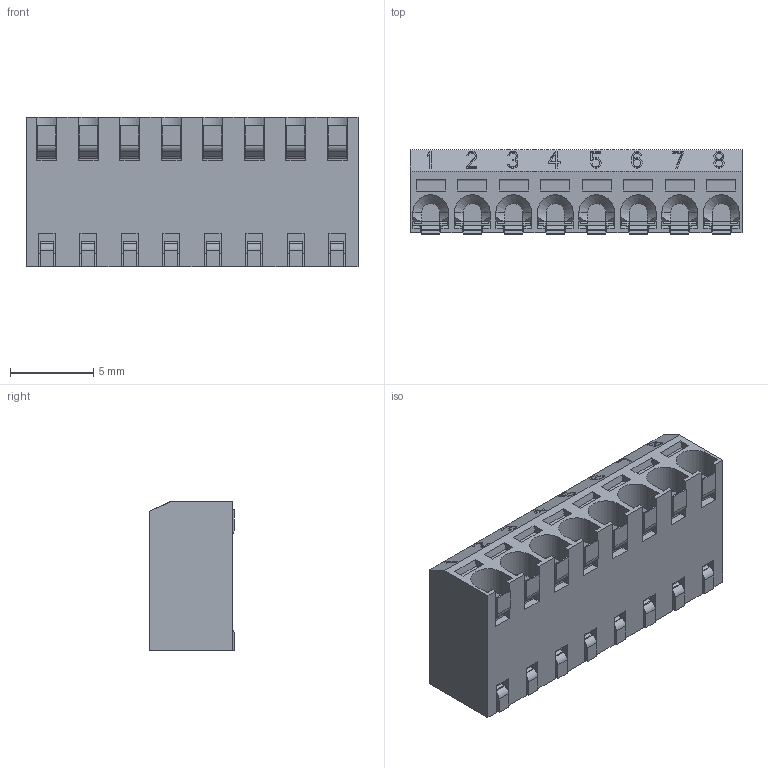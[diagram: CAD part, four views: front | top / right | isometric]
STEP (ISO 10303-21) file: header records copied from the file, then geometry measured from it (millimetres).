
FILE_DESCRIPTION (( 'STEP AP214' ), '1' );
FILE_NAME ('009276008021106.STEP', '2024-10-10T00:36:18', ( '' ), ( '' ), 'SwSTEP 2.0', 'SolidWorks 2023', '' );
FILE_SCHEMA (( 'AUTOMOTIVE_DESIGN' ));
Length unit declared in the file: inch
Products named in the file (2): AVX-00-9276-008-021-906_00-9276-008-021-006; 009276008021106
Assembly tree (1 placements, depth 2):
  009276008021106
    AVX-00-9276-008-021-906_00-9276-008-021-006
Bounding box: 20 x 5.1 x 9 mm (x, y, z)
Volume: 815.5 mm3; surface area: 844.3 mm2
Topology: 1 solids, 1 shells, 900 faces, 2550 edges, 1688 vertices
Faces by surface type: plane 770, cylinder 96, cone 34
Entity records: 40555 total; most frequent: CARTESIAN_POINT 5462, ORIENTED_EDGE 5100, DIRECTION 4438, EDGE_CURVE 2550, LINE 2278, VECTOR 2278, VERTEX_POINT 1688, AXIS2_PLACEMENT_3D 1080
